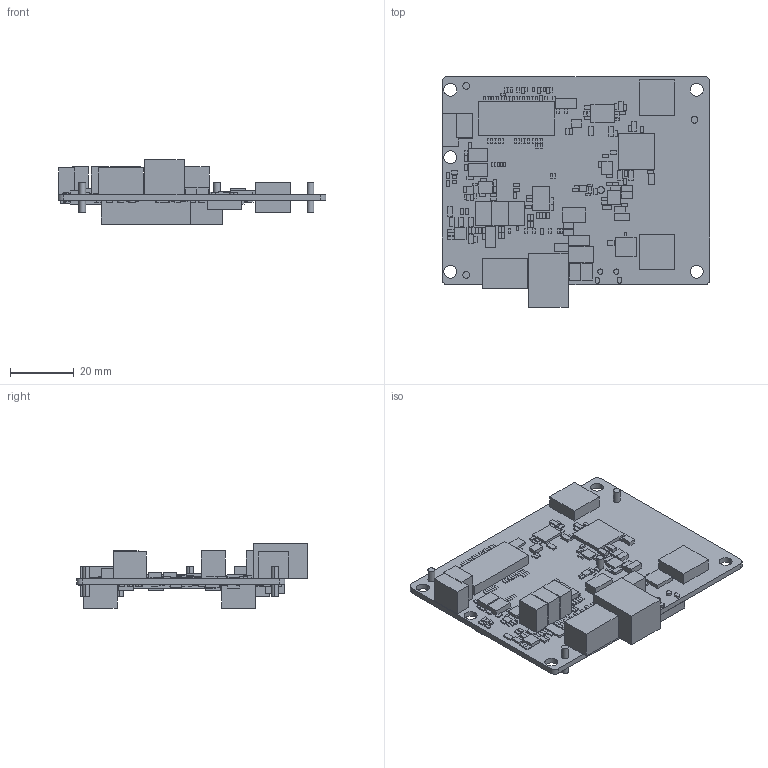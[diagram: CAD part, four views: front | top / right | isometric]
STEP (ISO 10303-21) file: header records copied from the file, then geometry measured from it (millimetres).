
FILE_DESCRIPTION(/* description */ ('PCB Design'),/* implementation_level */ '2;1');
FILE_NAME(/* name */ 'IWR1642-BOOST_Rev-A',/* time_stamp */ '2018-02-13T09:59:43-08:00',/* author */ ('a0871012'),/* organization */ (''),/* preprocessor_version */ 'ST-DEVELOPER v15',/* originating_system */ 'allegro_16.6-2015S099',/* authorisation */ '');
FILE_SCHEMA (('AUTOMOTIVE_DESIGN'));
Length unit declared in the file: millimetre
Products named in the file (46): IWR1642-BOOST_REV-A; BOARD; COMPONENTS; DIOM5436X295N; FB0805; SOTFL50P160X60-6N; DFN100X60X50-2N; AR1642_PRELIMINARY; P87524BRNFRQ1_ES2_2_PRELIMINARY; MOLEX_105017-0001; FID40-80S; MULTICOMP_2211S-02G; MOLEX_22-28-4033; QFN50P400X400X80_EPE-21N; CINCH_128-0711-201; SW_KMR2XXG; SAMTEC_SSM-103-XX-SV; RC0603; SON65P300X300X100_EPA-9N; MHP158-276; RC2010; FUSE1206; SOT95P240X120-3N; RC0402_40; LED0603; OST_OSTTE030161; SOT95P237X112-3N; XTAL_NX3225SA; PSON50P100X145X60-6N; SOIC127P600X175-8N; SAMTEC_SSM-110-XX-DV; SAMTEC_QSH-030-01-X-D-A; QFP40P1600X1600X120-128N; RC0201; CUI_PJ-002AH; XTAL_CX3225SA; CAPMP3528X210N; SON65P300X300X100-9; INDC2520X120N; SON127P600X500X80_EPA-9N ...
Assembly tree (362 placements, depth 3):
  IWR1642-BOOST_REV-A
    BOARD
    COMPONENTS
      DIOM5436X295N
      FB0805  x2
      SOTFL50P160X60-6N  x2
      DFN100X60X50-2N  x2
      AR1642_PRELIMINARY
      P87524BRNFRQ1_ES2_2_PRELIMINARY
      MOLEX_105017-0001
      FID40-80S  x7
      MULTICOMP_2211S-02G  x5
      MOLEX_22-28-4033
      QFN50P400X400X80_EPE-21N
      CINCH_128-0711-201
      SW_KMR2XXG  x2
      SAMTEC_SSM-103-XX-SV  x2
      RC0603  x7
      SON65P300X300X100_EPA-9N  x2
      MHP158-276  x2
      RC2010  x3
      FUSE1206
      SOT95P240X120-3N  x2
      RC0402_40  x5
      LED0603  x4
      OST_OSTTE030161
      SOT95P237X112-3N
      XTAL_NX3225SA
      PSON50P100X145X60-6N
      SOIC127P600X175-8N
      SAMTEC_SSM-110-XX-DV  x2
      SAMTEC_QSH-030-01-X-D-A
      QFP40P1600X1600X120-128N
      RC0201  x95
      CUI_PJ-002AH
      XTAL_CX3225SA
      CAPMP3528X210N  x2
      SON65P300X300X100-9
      INDC2520X120N  x6
      SON127P600X500X80_EPA-9N
      CC0201
      CC1206  x7
      RC0402  x95
      CC0805  x18
      CC0603  x9
      CC0402  x59
Bounding box: 83.82 x 72.2 x 20.32 mm (x, y, z)
Surface area: 26663.1 mm2 (no closed solid volume)
Topology: 0 solids, 386 shells, 2298 faces, 4971 edges, 3052 vertices
Faces by surface type: plane 2240, cylinder 58
Entity records: 13096 total; most frequent: DIRECTION 1644, ORIENTED_EDGE 1452, AXIS2_PLACEMENT_3D 1162, CARTESIAN_POINT 1093, EDGE_CURVE 793, VECTOR 717, LINE 717, VERTEX_POINT 618
